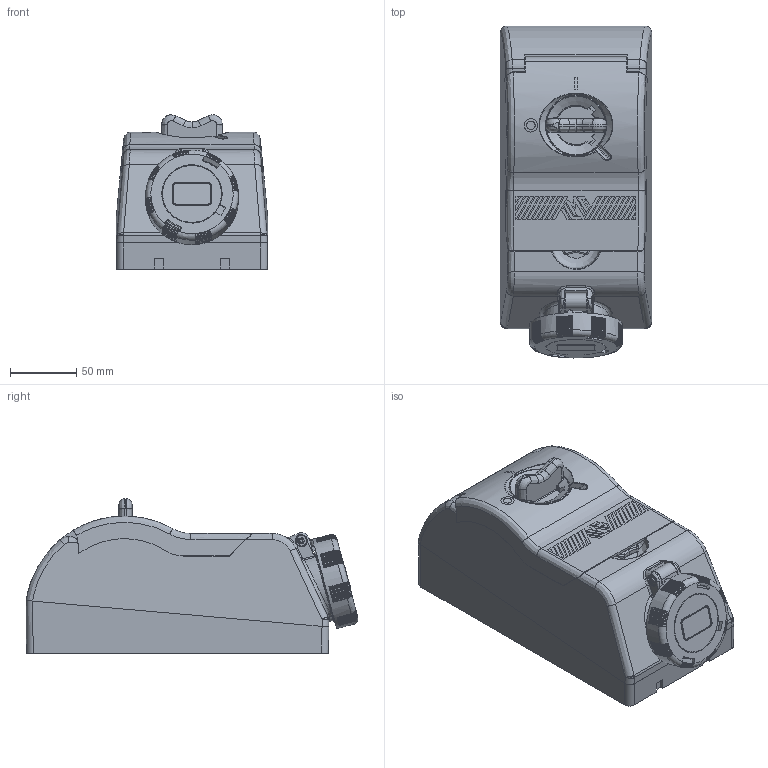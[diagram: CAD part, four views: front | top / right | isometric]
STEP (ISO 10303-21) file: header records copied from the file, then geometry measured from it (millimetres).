
FILE_DESCRIPTION(('Creo Elements/Direct Modeling STEP Export'),'2;1');
FILE_NAME('KI_1663_EB6.stp','2014-07-29T11:59:06',(''),(''),'Creo Elements/Direct Modeling STEP processor for AP214 (Solid Model)','Creo Elements/Direct Modeling 18.0B 02-Dec-2011 (C) Parametric Technology GmbH','');
FILE_SCHEMA(('AUTOMOTIVE_DESIGN { 1 0 10303 214 1 1 1 1 }'));
Products named in the file (3): CORPO_KI_1663_EB6-IB6; COPERCHIETTO_1663; KI_1663_EB6
Assembly tree (2 placements, depth 2):
  KI_1663_EB6
    COPERCHIETTO_1663
    CORPO_KI_1663_EB6-IB6
Bounding box: 114 x 250.15 x 116.39 mm (x, y, z)
Volume: 2206812.5 mm3; surface area: 169044.9 mm2
Topology: 2 solids, 2 shells, 2303 faces, 6412 edges, 4007 vertices
Faces by surface type: plane 1462, torus 324, cylinder 313, bspline 169, cone 25, extrusion 10
Entity records: 130244 total; most frequent: CARTESIAN_POINT 63938, ORIENTED_EDGE 12456, DIRECTION 10192, EDGE_CURVE 6227, VERTEX_POINT 4007, VECTOR 3940, LINE 3928, AXIS2_PLACEMENT_3D 3126
